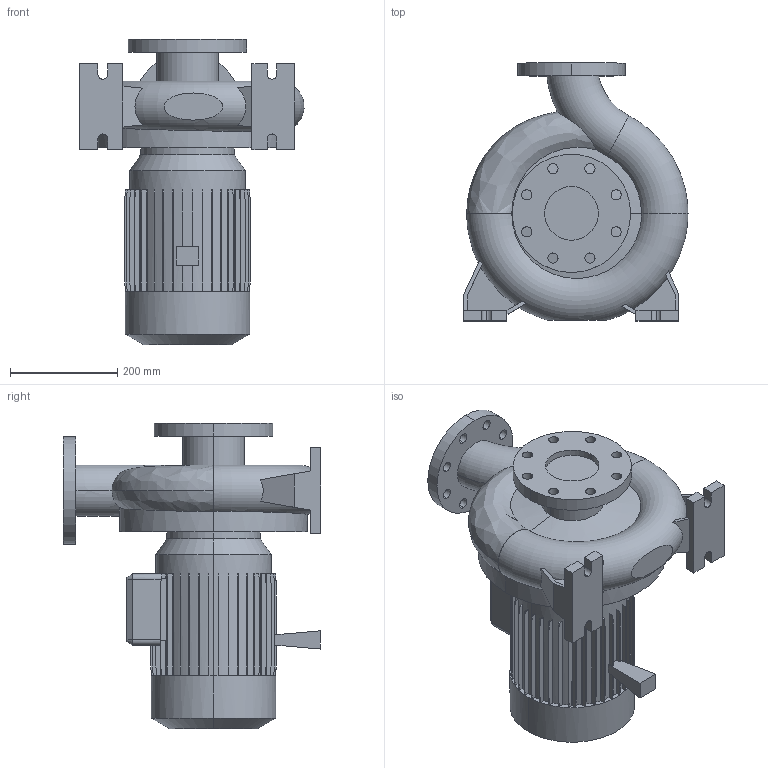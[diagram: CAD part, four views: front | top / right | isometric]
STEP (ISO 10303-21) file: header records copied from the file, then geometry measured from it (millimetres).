
FILE_DESCRIPTION (( 'STEP AP214' ), '1' );
FILE_NAME ('10010797swp01.step', '2021-10-12T14:40:43', ( '' ), ( '' ), 'SwSTEP 2.0', 'SolidWorks 2020', '' );
FILE_SCHEMA (( 'AUTOMOTIVE_DESIGN' ));
Length unit declared in the file: millimetre
Products named in the file (1): 10010797swp01
Bounding box: 416.89 x 480 x 568 mm (x, y, z)
Volume: 30969144 mm3; surface area: 1105245 mm2
Topology: 1 solids, 1 shells, 402 faces, 1151 edges, 761 vertices
Faces by surface type: plane 317, cylinder 68, cone 10, torus 5, bspline 2
Entity records: 14791 total; most frequent: CARTESIAN_POINT 4097, ORIENTED_EDGE 2302, DIRECTION 2108, EDGE_CURVE 1151, VECTOR 890, LINE 890, VERTEX_POINT 761, AXIS2_PLACEMENT_3D 609
